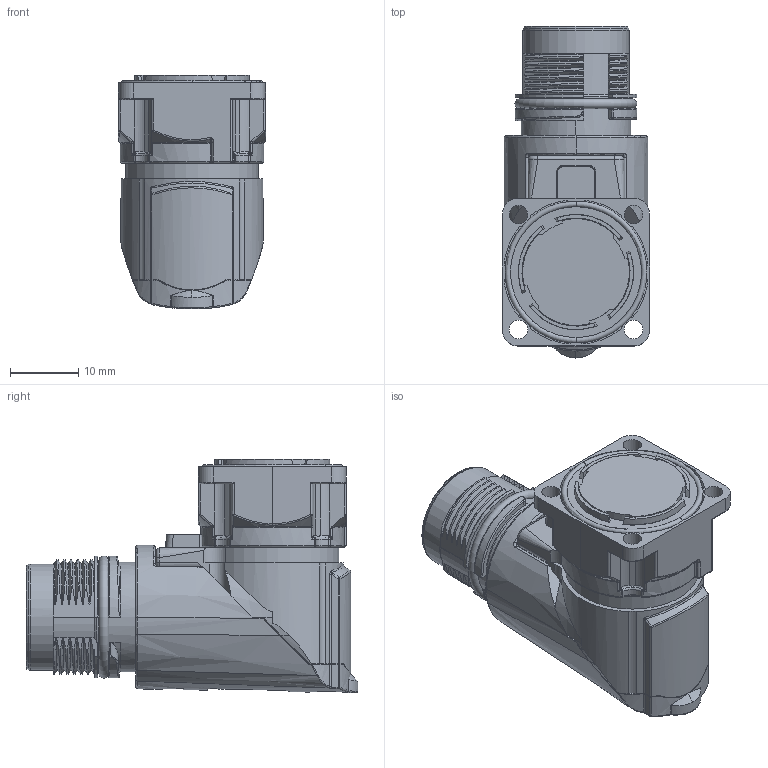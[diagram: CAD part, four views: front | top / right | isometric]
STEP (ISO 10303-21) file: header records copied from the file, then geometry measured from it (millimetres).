
FILE_DESCRIPTION(/* description */ (''),/* implementation_level */ '2;1');
FILE_NAME(/* name */ '1111111.stp',/* time_stamp */ '2023-12-15T13:41:30+08:00',/* author */ (''),/* organization */ (''),/* preprocessor_version */ 'ST-DEVELOPER v18.1',/* originating_system */ 'SIEMENS PLM Software NX 1980',/* authorisation */ '');
FILE_SCHEMA (('AUTOMOTIVE_DESIGN { 1 0 10303 214 3 1 1 1 }'));
Length unit declared in the file: millimetre
Products named in the file (1): 1111111
Bounding box: 21.6 x 48.5 x 34.2 mm (x, y, z)
Volume: 17565.2 mm3; surface area: 8047.8 mm2
Topology: 1 solids, 4 shells, 1236 faces, 3268 edges, 2077 vertices
Faces by surface type: cylinder 491, plane 360, torus 173, cone 102, bspline 55, sphere 39, extrusion 16
Full cylindrical faces by diameter (mm): 2.7 x4, 5.6 x1, 13.25 x1, 13.7 x1, 15.5 x1, 18.5 x1
Entity records: 44373 total; most frequent: CARTESIAN_POINT 16155, ORIENTED_EDGE 6478, DIRECTION 4884, EDGE_CURVE 3239, VERTEX_POINT 2066, AXIS2_PLACEMENT_3D 1946, B_SPLINE_CURVE_WITH_KNOTS 1479, EDGE_LOOP 1331
